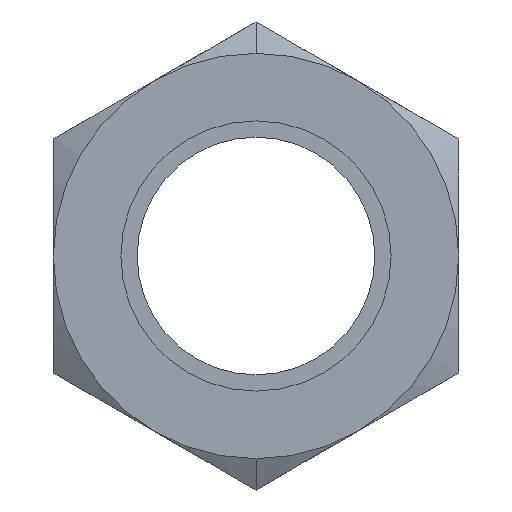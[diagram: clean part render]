
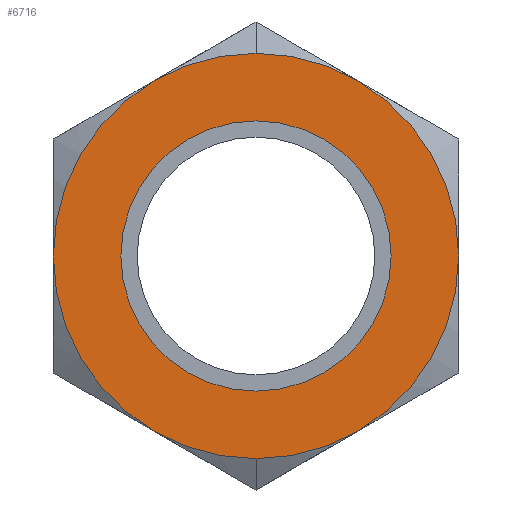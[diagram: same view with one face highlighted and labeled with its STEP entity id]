
A CAD part, left-side view. The second image highlights one B-rep face of the part: STEP entity #6716.
In plain terms, the highlighted planar face has unit normal (-1, 0, 0).
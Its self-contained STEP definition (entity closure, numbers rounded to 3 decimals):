
#67 = DIRECTION ( 'NONE',  ( 0., 0., -1. ) ) ;
#112 = AXIS2_PLACEMENT_3D ( 'NONE', #269, #6276, #4833 ) ;
#269 = CARTESIAN_POINT ( 'NONE',  ( 0., 0., 0. ) ) ;
#647 = DIRECTION ( 'NONE',  ( 1., 0., 0. ) ) ;
#752 = FACE_BOUND ( 'NONE', #6824, .T. ) ;
#853 = DIRECTION ( 'NONE',  ( -1., 0., 0. ) ) ;
#1551 = CIRCLE ( 'NONE', #112, 19.05 ) ;
#1650 = VERTEX_POINT ( 'NONE', #7741 ) ;
#1741 = DIRECTION ( 'NONE',  ( 0., 0., -1. ) ) ;
#2035 = EDGE_CURVE ( 'NONE', #6468, #9152, #1551, .T. ) ;
#2239 = CARTESIAN_POINT ( 'NONE',  ( 0., 0., -19.05 ) ) ;
#2431 = CARTESIAN_POINT ( 'NONE',  ( 0., 0., 12.7 ) ) ;
#2498 = CARTESIAN_POINT ( 'NONE',  ( 0., 0., 0. ) ) ;
#2964 = AXIS2_PLACEMENT_3D ( 'NONE', #2498, #3847, #1741 ) ;
#2990 = AXIS2_PLACEMENT_3D ( 'NONE', #4732, #5482, #67 ) ;
#3018 = FACE_OUTER_BOUND ( 'NONE', #9391, .T. ) ;
#3026 = AXIS2_PLACEMENT_3D ( 'NONE', #9274, #853, #7005 ) ;
#3280 = ORIENTED_EDGE ( 'NONE', *, *, #4210, .F. ) ;
#3633 = CIRCLE ( 'NONE', #2990, 12.7 ) ;
#3847 = DIRECTION ( 'NONE',  ( 1., 0., 0. ) ) ;
#4210 = EDGE_CURVE ( 'NONE', #9152, #6468, #4876, .T. ) ;
#4725 = EDGE_CURVE ( 'NONE', #1650, #8222, #3633, .T. ) ;
#4732 = CARTESIAN_POINT ( 'NONE',  ( 0., 0., 0. ) ) ;
#4833 = DIRECTION ( 'NONE',  ( 0., 0., 1. ) ) ;
#4876 = CIRCLE ( 'NONE', #2964, 19.05 ) ;
#4936 = CARTESIAN_POINT ( 'NONE',  ( 0., 0., 19.05 ) ) ;
#5092 = ORIENTED_EDGE ( 'NONE', *, *, #7485, .T. ) ;
#5310 = DIRECTION ( 'NONE',  ( 0., 0., 1. ) ) ;
#5482 = DIRECTION ( 'NONE',  ( 1., 0., 0. ) ) ;
#6276 = DIRECTION ( 'NONE',  ( 1., 0., 0. ) ) ;
#6468 = VERTEX_POINT ( 'NONE', #4936 ) ;
#6501 = ORIENTED_EDGE ( 'NONE', *, *, #2035, .F. ) ;
#6554 = ORIENTED_EDGE ( 'NONE', *, *, #4725, .T. ) ;
#6716 = ADVANCED_FACE ( 'NONE', ( #752, #3018 ), #6862, .T. ) ;
#6824 = EDGE_LOOP ( 'NONE', ( #6554, #5092 ) ) ;
#6862 = PLANE ( 'NONE',  #3026 ) ;
#7005 = DIRECTION ( 'NONE',  ( 0., 0., 1. ) ) ;
#7485 = EDGE_CURVE ( 'NONE', #8222, #1650, #7548, .T. ) ;
#7548 = CIRCLE ( 'NONE', #8018, 12.7 ) ;
#7741 = CARTESIAN_POINT ( 'NONE',  ( 0., 0., -12.7 ) ) ;
#8018 = AXIS2_PLACEMENT_3D ( 'NONE', #8358, #647, #5310 ) ;
#8222 = VERTEX_POINT ( 'NONE', #2431 ) ;
#8358 = CARTESIAN_POINT ( 'NONE',  ( 0., 0., 0. ) ) ;
#9152 = VERTEX_POINT ( 'NONE', #2239 ) ;
#9274 = CARTESIAN_POINT ( 'NONE',  ( 0., 0., 9.525 ) ) ;
#9391 = EDGE_LOOP ( 'NONE', ( #6501, #3280 ) ) ;
